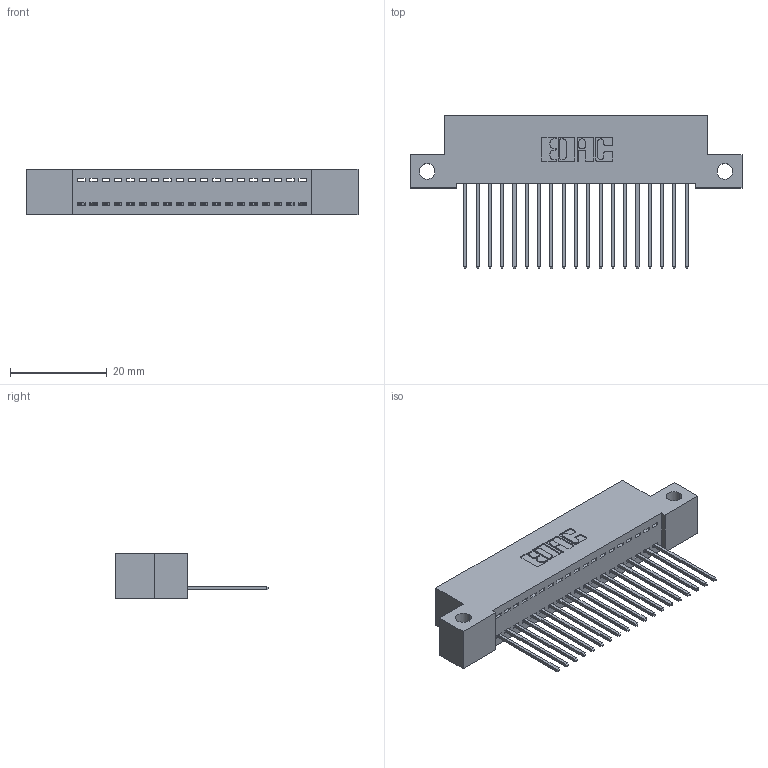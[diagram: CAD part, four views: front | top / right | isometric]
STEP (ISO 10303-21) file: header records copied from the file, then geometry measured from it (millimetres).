
FILE_DESCRIPTION (( 'STEP AP203' ), '1' );
FILE_NAME ('342-019-542-112.STEP', '2018-08-10T22:19:18', ( '' ), ( '' ), 'SwSTEP 2.0', 'SolidWorks 2016', '' );
FILE_SCHEMA (( 'CONFIG_CONTROL_DESIGN' ));
Length unit declared in the file: inch
Products named in the file (3): 345-292-001_345-293-142; 342-019-542-112; 342 Part_Side Mount
Assembly tree (20 placements, depth 2):
  342-019-542-112
    342 Part_Side Mount
    345-292-001_345-293-142  x19
Bounding box: 68.58 x 31.63 x 9.4 mm (x, y, z)
Volume: 5896.7 mm3; surface area: 8324.3 mm2
Topology: 20 solids, 20 shells, 1212 faces, 3643 edges, 2402 vertices
Faces by surface type: plane 864, cylinder 348
Entity records: 14479 total; most frequent: CARTESIAN_POINT 2507, ORIENTED_EDGE 2462, DIRECTION 2161, EDGE_CURVE 1231, VECTOR 1103, LINE 1103, VERTEX_POINT 818, AXIS2_PLACEMENT_3D 529
